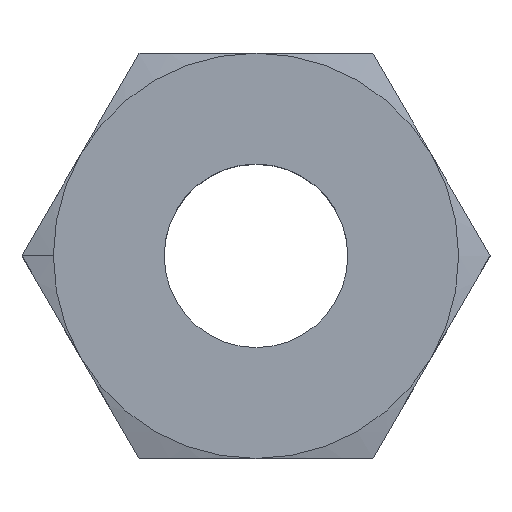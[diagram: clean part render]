
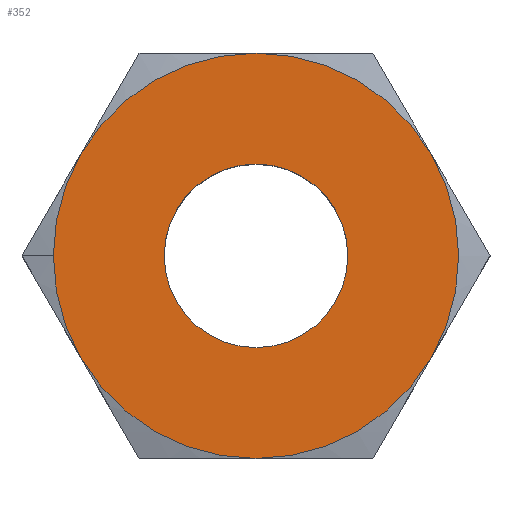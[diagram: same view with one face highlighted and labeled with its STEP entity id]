
A CAD part, top view. The second image highlights one B-rep face of the part: STEP entity #352.
In plain terms, the highlighted planar face has unit normal (0, 0, 1).
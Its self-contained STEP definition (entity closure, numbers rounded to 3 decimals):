
#6 = ORIENTED_EDGE ( 'NONE', *, *, #164, .T. ) ;
#9 = DIRECTION ( 'NONE',  ( 1., 0., 0. ) ) ;
#13 = PLANE ( 'NONE',  #494 ) ;
#17 = CARTESIAN_POINT ( 'NONE',  ( -4.635, 0., 2.11 ) ) ;
#20 = EDGE_CURVE ( 'NONE', #610, #463, #368, .T. ) ;
#22 = CARTESIAN_POINT ( 'NONE',  ( 0., 0., 2.11 ) ) ;
#35 = CARTESIAN_POINT ( 'NONE',  ( 0., 0., 2.11 ) ) ;
#46 = CARTESIAN_POINT ( 'NONE',  ( 4.014, 2.318, 2.11 ) ) ;
#50 = AXIS2_PLACEMENT_3D ( 'NONE', #227, #348, #578 ) ;
#64 = CIRCLE ( 'NONE', #469, 4.635 ) ;
#76 = DIRECTION ( 'NONE',  ( 1., 0., 0. ) ) ;
#95 = DIRECTION ( 'NONE',  ( 1., 0., 0. ) ) ;
#105 = DIRECTION ( 'NONE',  ( 0., 0., 1. ) ) ;
#113 = DIRECTION ( 'NONE',  ( 0., 0., 1. ) ) ;
#117 = DIRECTION ( 'NONE',  ( 1., 0., 0. ) ) ;
#126 = DIRECTION ( 'NONE',  ( 0., 0., -1. ) ) ;
#127 = VERTEX_POINT ( 'NONE', #518 ) ;
#131 = EDGE_LOOP ( 'NONE', ( #6, #720, #619, #431, #596, #283, #590 ) ) ;
#138 = VERTEX_POINT ( 'NONE', #46 ) ;
#144 = AXIS2_PLACEMENT_3D ( 'NONE', #35, #211, #95 ) ;
#150 = DIRECTION ( 'NONE',  ( 0., 0., 1. ) ) ;
#152 = FACE_OUTER_BOUND ( 'NONE', #131, .T. ) ;
#164 = EDGE_CURVE ( 'NONE', #127, #138, #509, .T. ) ;
#168 = CARTESIAN_POINT ( 'NONE',  ( 0., 0., 2.11 ) ) ;
#174 = CARTESIAN_POINT ( 'NONE',  ( -2.1, 0., 2.11 ) ) ;
#182 = EDGE_LOOP ( 'NONE', ( #511, #276 ) ) ;
#211 = DIRECTION ( 'NONE',  ( 0., 0., 1. ) ) ;
#213 = CARTESIAN_POINT ( 'NONE',  ( -4.014, 2.318, 2.11 ) ) ;
#222 = DIRECTION ( 'NONE',  ( 0., 0., 1. ) ) ;
#227 = CARTESIAN_POINT ( 'NONE',  ( 0., 0., 2.11 ) ) ;
#240 = CARTESIAN_POINT ( 'NONE',  ( 0., 0., 2.11 ) ) ;
#245 = CARTESIAN_POINT ( 'NONE',  ( 0., 0., 2.11 ) ) ;
#258 = EDGE_CURVE ( 'NONE', #735, #127, #727, .T. ) ;
#276 = ORIENTED_EDGE ( 'NONE', *, *, #718, .F. ) ;
#283 = ORIENTED_EDGE ( 'NONE', *, *, #366, .T. ) ;
#320 = AXIS2_PLACEMENT_3D ( 'NONE', #168, #105, #575 ) ;
#328 = CIRCLE ( 'NONE', #663, 2.1 ) ;
#341 = FACE_BOUND ( 'NONE', #182, .T. ) ;
#348 = DIRECTION ( 'NONE',  ( 0., 0., 1. ) ) ;
#351 = EDGE_CURVE ( 'NONE', #610, #532, #398, .T. ) ;
#352 = ADVANCED_FACE ( 'NONE', ( #341, #152 ), #13, .T. ) ;
#366 = EDGE_CURVE ( 'NONE', #657, #735, #717, .T. ) ;
#368 = CIRCLE ( 'NONE', #144, 4.635 ) ;
#379 = DIRECTION ( 'NONE',  ( 0., 0., 1. ) ) ;
#381 = AXIS2_PLACEMENT_3D ( 'NONE', #481, #379, #546 ) ;
#383 = EDGE_CURVE ( 'NONE', #472, #750, #705, .T. ) ;
#384 = DIRECTION ( 'NONE',  ( 1., 0., 0. ) ) ;
#398 = CIRCLE ( 'NONE', #422, 4.635 ) ;
#422 = AXIS2_PLACEMENT_3D ( 'NONE', #726, #126, #528 ) ;
#431 = ORIENTED_EDGE ( 'NONE', *, *, #20, .T. ) ;
#444 = CIRCLE ( 'NONE', #50, 4.635 ) ;
#445 = CARTESIAN_POINT ( 'NONE',  ( -4.014, -2.318, 2.11 ) ) ;
#463 = VERTEX_POINT ( 'NONE', #17 ) ;
#466 = DIRECTION ( 'NONE',  ( 0., 0., 1. ) ) ;
#469 = AXIS2_PLACEMENT_3D ( 'NONE', #490, #150, #384 ) ;
#472 = VERTEX_POINT ( 'NONE', #737 ) ;
#481 = CARTESIAN_POINT ( 'NONE',  ( 0., 0., 2.11 ) ) ;
#490 = CARTESIAN_POINT ( 'NONE',  ( 0., 0., 2.11 ) ) ;
#494 = AXIS2_PLACEMENT_3D ( 'NONE', #240, #466, #117 ) ;
#509 = CIRCLE ( 'NONE', #320, 4.635 ) ;
#510 = CARTESIAN_POINT ( 'NONE',  ( 0., -4.636, 2.11 ) ) ;
#511 = ORIENTED_EDGE ( 'NONE', *, *, #383, .F. ) ;
#512 = AXIS2_PLACEMENT_3D ( 'NONE', #245, #113, #9 ) ;
#518 = CARTESIAN_POINT ( 'NONE',  ( 4.014, -2.318, 2.11 ) ) ;
#528 = DIRECTION ( 'NONE',  ( -1., 0., 0. ) ) ;
#532 = VERTEX_POINT ( 'NONE', #607 ) ;
#537 = DIRECTION ( 'NONE',  ( 0., 0., 1. ) ) ;
#546 = DIRECTION ( 'NONE',  ( 1., 0., 0. ) ) ;
#570 = EDGE_CURVE ( 'NONE', #138, #532, #64, .T. ) ;
#572 = CARTESIAN_POINT ( 'NONE',  ( 0., 0., 2.11 ) ) ;
#575 = DIRECTION ( 'NONE',  ( 1., 0., 0. ) ) ;
#577 = AXIS2_PLACEMENT_3D ( 'NONE', #22, #537, #76 ) ;
#578 = DIRECTION ( 'NONE',  ( 1., 0., 0. ) ) ;
#590 = ORIENTED_EDGE ( 'NONE', *, *, #258, .T. ) ;
#596 = ORIENTED_EDGE ( 'NONE', *, *, #764, .T. ) ;
#607 = CARTESIAN_POINT ( 'NONE',  ( 0., 4.635, 2.11 ) ) ;
#610 = VERTEX_POINT ( 'NONE', #213 ) ;
#619 = ORIENTED_EDGE ( 'NONE', *, *, #351, .F. ) ;
#657 = VERTEX_POINT ( 'NONE', #445 ) ;
#663 = AXIS2_PLACEMENT_3D ( 'NONE', #572, #222, #700 ) ;
#700 = DIRECTION ( 'NONE',  ( 1., 0., 0. ) ) ;
#705 = CIRCLE ( 'NONE', #577, 2.1 ) ;
#717 = CIRCLE ( 'NONE', #381, 4.635 ) ;
#718 = EDGE_CURVE ( 'NONE', #750, #472, #328, .T. ) ;
#720 = ORIENTED_EDGE ( 'NONE', *, *, #570, .T. ) ;
#726 = CARTESIAN_POINT ( 'NONE',  ( 0., 0., 2.11 ) ) ;
#727 = CIRCLE ( 'NONE', #512, 4.635 ) ;
#735 = VERTEX_POINT ( 'NONE', #510 ) ;
#737 = CARTESIAN_POINT ( 'NONE',  ( 2.1, 0., 2.11 ) ) ;
#750 = VERTEX_POINT ( 'NONE', #174 ) ;
#764 = EDGE_CURVE ( 'NONE', #463, #657, #444, .T. ) ;
